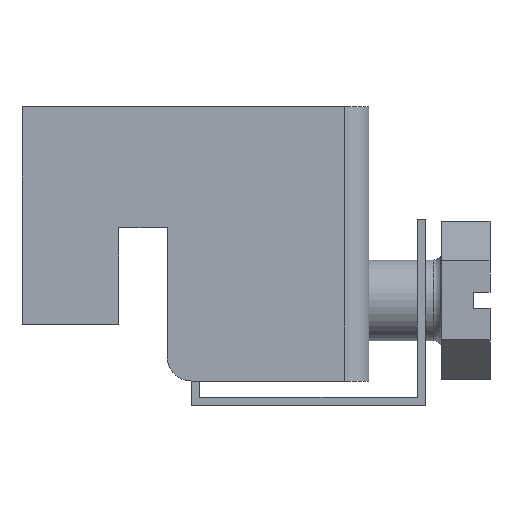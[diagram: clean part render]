
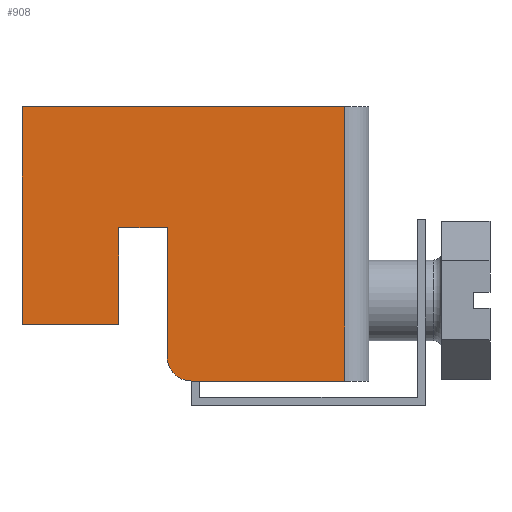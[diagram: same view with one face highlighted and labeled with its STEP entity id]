
A CAD part, left-side view. The second image highlights one B-rep face of the part: STEP entity #908.
In plain terms, the highlighted planar face has unit normal (-1, 0, 0).
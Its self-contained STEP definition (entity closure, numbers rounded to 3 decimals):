
#31=CIRCLE('',#1002,3.);
#177=ORIENTED_EDGE('',*,*,#367,.F.);
#178=ORIENTED_EDGE('',*,*,#368,.F.);
#179=ORIENTED_EDGE('',*,*,#369,.F.);
#180=ORIENTED_EDGE('',*,*,#370,.F.);
#181=ORIENTED_EDGE('',*,*,#371,.F.);
#182=ORIENTED_EDGE('',*,*,#372,.F.);
#183=ORIENTED_EDGE('',*,*,#373,.F.);
#184=ORIENTED_EDGE('',*,*,#374,.T.);
#185=ORIENTED_EDGE('',*,*,#375,.T.);
#367=EDGE_CURVE('',#473,#474,#571,.T.);
#368=EDGE_CURVE('',#475,#473,#572,.T.);
#369=EDGE_CURVE('',#476,#475,#573,.T.);
#370=EDGE_CURVE('',#477,#476,#574,.T.);
#371=EDGE_CURVE('',#478,#477,#575,.T.);
#372=EDGE_CURVE('',#479,#478,#31,.T.);
#373=EDGE_CURVE('',#480,#479,#576,.T.);
#374=EDGE_CURVE('',#480,#481,#577,.T.);
#375=EDGE_CURVE('',#481,#474,#578,.T.);
#473=VERTEX_POINT('',#1415);
#474=VERTEX_POINT('',#1416);
#475=VERTEX_POINT('',#1418);
#476=VERTEX_POINT('',#1420);
#477=VERTEX_POINT('',#1422);
#478=VERTEX_POINT('',#1424);
#479=VERTEX_POINT('',#1426);
#480=VERTEX_POINT('',#1428);
#481=VERTEX_POINT('',#1430);
#571=LINE('',#1414,#679);
#572=LINE('',#1417,#680);
#573=LINE('',#1419,#681);
#574=LINE('',#1421,#682);
#575=LINE('',#1423,#683);
#576=LINE('',#1427,#684);
#577=LINE('',#1429,#685);
#578=LINE('',#1431,#686);
#679=VECTOR('',#1160,1000.);
#680=VECTOR('',#1161,1000.);
#681=VECTOR('',#1162,1000.);
#682=VECTOR('',#1163,1000.);
#683=VECTOR('',#1164,1000.);
#684=VECTOR('',#1167,1000.);
#685=VECTOR('',#1168,1000.);
#686=VECTOR('',#1169,1000.);
#763=EDGE_LOOP('',(#177,#178,#179,#180,#181,#182,#183,#184,#185));
#817=FACE_BOUND('',#763,.T.);
#864=PLANE('',#1001);
#908=ADVANCED_FACE('',(#817),#864,.F.);
#1001=AXIS2_PLACEMENT_3D('',#1413,#1158,#1159);
#1002=AXIS2_PLACEMENT_3D('',#1425,#1165,#1166);
#1158=DIRECTION('',(1.,0.,0.));
#1159=DIRECTION('',(0.,0.,-1.));
#1160=DIRECTION('',(0.,1.,0.));
#1161=DIRECTION('',(0.,0.,-1.));
#1162=DIRECTION('',(0.,-1.,0.));
#1163=DIRECTION('',(0.,0.,-1.));
#1164=DIRECTION('',(0.,1.,0.));
#1165=DIRECTION('',(1.,0.,0.));
#1166=DIRECTION('',(0.,1.,0.));
#1167=DIRECTION('',(0.,0.,-1.));
#1168=DIRECTION('',(0.,1.,0.));
#1169=DIRECTION('',(0.,0.,-1.));
#1413=CARTESIAN_POINT('',(-11.5,-34.,-3.));
#1414=CARTESIAN_POINT('',(-11.5,-34.,-43.));
#1415=CARTESIAN_POINT('',(-11.5,-27.,-43.));
#1416=CARTESIAN_POINT('',(-11.5,0.,-43.));
#1417=CARTESIAN_POINT('',(-11.5,-27.,-31.));
#1418=CARTESIAN_POINT('',(-11.5,-27.,-31.));
#1419=CARTESIAN_POINT('',(-11.5,-15.,-31.));
#1420=CARTESIAN_POINT('',(-11.5,-15.,-31.));
#1421=CARTESIAN_POINT('',(-11.5,-15.,-25.));
#1422=CARTESIAN_POINT('',(-11.5,-15.,-25.));
#1423=CARTESIAN_POINT('',(-11.5,-31.,-25.));
#1424=CARTESIAN_POINT('',(-11.5,-31.,-25.));
#1425=CARTESIAN_POINT('',(-11.5,-31.,-22.));
#1426=CARTESIAN_POINT('',(-11.5,-34.,-22.));
#1427=CARTESIAN_POINT('',(-11.5,-34.,-3.));
#1428=CARTESIAN_POINT('',(-11.5,-34.,-3.));
#1429=CARTESIAN_POINT('',(-11.5,-34.,-3.));
#1430=CARTESIAN_POINT('',(-11.5,0.,-3.));
#1431=CARTESIAN_POINT('',(-11.5,0.,-3.));
